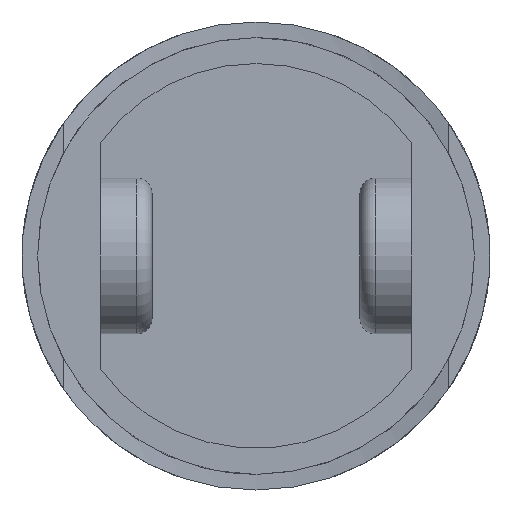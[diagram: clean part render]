
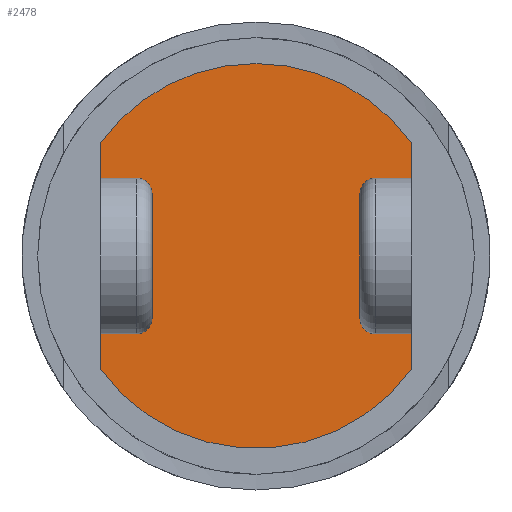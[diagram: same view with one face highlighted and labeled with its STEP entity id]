
A CAD part, front view. The second image highlights one B-rep face of the part: STEP entity #2478.
In plain terms, the highlighted planar face has unit normal (0, -1, 0).
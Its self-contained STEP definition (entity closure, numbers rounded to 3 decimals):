
#78 = EDGE_CURVE ( 'NONE', #2915, #3027, #458, .T. ) ;
#86 = DIRECTION ( 'NONE',  ( 0., 0., 1. ) ) ;
#106 = DIRECTION ( 'NONE',  ( 0., 0., 1. ) ) ;
#164 = EDGE_CURVE ( 'NONE', #3332, #1248, #1872, .T. ) ;
#173 = DIRECTION ( 'NONE',  ( 0., 0., -1. ) ) ;
#175 = CARTESIAN_POINT ( 'NONE',  ( 20., 32., 12. ) ) ;
#203 = VECTOR ( 'NONE', #1275, 1000. ) ;
#209 = VERTEX_POINT ( 'NONE', #988 ) ;
#214 = VECTOR ( 'NONE', #460, 1000. ) ;
#224 = DIRECTION ( 'NONE',  ( 0., 0., 1. ) ) ;
#234 = AXIS2_PLACEMENT_3D ( 'NONE', #716, #2362, #224 ) ;
#247 = CARTESIAN_POINT ( 'NONE',  ( 37., 32., 0. ) ) ;
#253 = CARTESIAN_POINT ( 'NONE',  ( 20., 32., -15. ) ) ;
#275 = CARTESIAN_POINT ( 'NONE',  ( 30., 32., 15. ) ) ;
#278 = ORIENTED_EDGE ( 'NONE', *, *, #164, .F. ) ;
#280 = ORIENTED_EDGE ( 'NONE', *, *, #3310, .F. ) ;
#312 = CARTESIAN_POINT ( 'NONE',  ( -20., 32., 12. ) ) ;
#315 = ORIENTED_EDGE ( 'NONE', *, *, #1297, .F. ) ;
#325 = DIRECTION ( 'NONE',  ( -1., 0., 0. ) ) ;
#371 = CARTESIAN_POINT ( 'NONE',  ( -30., 32., -21.656 ) ) ;
#407 = AXIS2_PLACEMENT_3D ( 'NONE', #1417, #3315, #106 ) ;
#453 = CIRCLE ( 'NONE', #1051, 3. ) ;
#458 = CIRCLE ( 'NONE', #2834, 3. ) ;
#459 = LINE ( 'NONE', #755, #2981 ) ;
#460 = DIRECTION ( 'NONE',  ( 0., 0., -1. ) ) ;
#469 = CARTESIAN_POINT ( 'NONE',  ( 0., 32., 37. ) ) ;
#506 = DIRECTION ( 'NONE',  ( 0., 0., 1. ) ) ;
#524 = ORIENTED_EDGE ( 'NONE', *, *, #2262, .F. ) ;
#538 = EDGE_CURVE ( 'NONE', #735, #765, #3388, .T. ) ;
#547 = CARTESIAN_POINT ( 'NONE',  ( 30., 32., -15. ) ) ;
#567 = VERTEX_POINT ( 'NONE', #371 ) ;
#584 = ORIENTED_EDGE ( 'NONE', *, *, #919, .T. ) ;
#588 = VECTOR ( 'NONE', #1226, 1000. ) ;
#595 = CARTESIAN_POINT ( 'NONE',  ( -23., 32., -15. ) ) ;
#597 = VECTOR ( 'NONE', #3083, 1000. ) ;
#632 = LINE ( 'NONE', #253, #2295 ) ;
#671 = LINE ( 'NONE', #1253, #2254 ) ;
#681 = ORIENTED_EDGE ( 'NONE', *, *, #3008, .F. ) ;
#716 = CARTESIAN_POINT ( 'NONE',  ( 0., 32., 0. ) ) ;
#735 = VERTEX_POINT ( 'NONE', #175 ) ;
#755 = CARTESIAN_POINT ( 'NONE',  ( 20., 32., 15. ) ) ;
#765 = VERTEX_POINT ( 'NONE', #2595 ) ;
#778 = ORIENTED_EDGE ( 'NONE', *, *, #3298, .F. ) ;
#786 = LINE ( 'NONE', #3421, #203 ) ;
#817 = CARTESIAN_POINT ( 'NONE',  ( 23., 32., -15. ) ) ;
#878 = VECTOR ( 'NONE', #2441, 1000. ) ;
#883 = CARTESIAN_POINT ( 'NONE',  ( 0., 32., 0. ) ) ;
#915 = ORIENTED_EDGE ( 'NONE', *, *, #1221, .F. ) ;
#919 = EDGE_CURVE ( 'NONE', #765, #1348, #459, .T. ) ;
#923 = ORIENTED_EDGE ( 'NONE', *, *, #1597, .T. ) ;
#936 = VERTEX_POINT ( 'NONE', #547 ) ;
#982 = CIRCLE ( 'NONE', #234, 37. ) ;
#988 = CARTESIAN_POINT ( 'NONE',  ( 30., 32., -21.656 ) ) ;
#1006 = ORIENTED_EDGE ( 'NONE', *, *, #1643, .T. ) ;
#1035 = CARTESIAN_POINT ( 'NONE',  ( -23., 32., 12. ) ) ;
#1051 = AXIS2_PLACEMENT_3D ( 'NONE', #1948, #3114, #2784 ) ;
#1130 = ORIENTED_EDGE ( 'NONE', *, *, #78, .T. ) ;
#1143 = VECTOR ( 'NONE', #325, 1000. ) ;
#1221 = EDGE_CURVE ( 'NONE', #1376, #3332, #982, .T. ) ;
#1226 = DIRECTION ( 'NONE',  ( 0., 0., 1. ) ) ;
#1231 = ORIENTED_EDGE ( 'NONE', *, *, #2057, .F. ) ;
#1248 = VERTEX_POINT ( 'NONE', #2629 ) ;
#1253 = CARTESIAN_POINT ( 'NONE',  ( -20., 32., 15. ) ) ;
#1275 = DIRECTION ( 'NONE',  ( 0., 0., -1. ) ) ;
#1296 = DIRECTION ( 'NONE',  ( 0., 0., 1. ) ) ;
#1297 = EDGE_CURVE ( 'NONE', #1248, #1348, #786, .T. ) ;
#1328 = CARTESIAN_POINT ( 'NONE',  ( -30., 32., -15. ) ) ;
#1342 = VERTEX_POINT ( 'NONE', #817 ) ;
#1348 = VERTEX_POINT ( 'NONE', #275 ) ;
#1371 = DIRECTION ( 'NONE',  ( -1., 0., 0. ) ) ;
#1372 = LINE ( 'NONE', #2274, #214 ) ;
#1376 = VERTEX_POINT ( 'NONE', #1591 ) ;
#1417 = CARTESIAN_POINT ( 'NONE',  ( -23., 32., -12. ) ) ;
#1450 = CARTESIAN_POINT ( 'NONE',  ( -30., 32., 21.656 ) ) ;
#1454 = FACE_OUTER_BOUND ( 'NONE', #1809, .T. ) ;
#1471 = EDGE_CURVE ( 'NONE', #2915, #2128, #1477, .T. ) ;
#1477 = LINE ( 'NONE', #3271, #1143 ) ;
#1482 = AXIS2_PLACEMENT_3D ( 'NONE', #1536, #3183, #506 ) ;
#1536 = CARTESIAN_POINT ( 'NONE',  ( 0., 32., 0. ) ) ;
#1542 = DIRECTION ( 'NONE',  ( 1., 0., 0. ) ) ;
#1566 = CARTESIAN_POINT ( 'NONE',  ( -20., 32., -12. ) ) ;
#1587 = LINE ( 'NONE', #1660, #878 ) ;
#1591 = CARTESIAN_POINT ( 'NONE',  ( -30., 32., 21.656 ) ) ;
#1597 = EDGE_CURVE ( 'NONE', #1342, #3108, #453, .T. ) ;
#1643 = EDGE_CURVE ( 'NONE', #2023, #2986, #2929, .T. ) ;
#1660 = CARTESIAN_POINT ( 'NONE',  ( 20., 32., 15. ) ) ;
#1798 = CARTESIAN_POINT ( 'NONE',  ( 23., 32., 12. ) ) ;
#1805 = ORIENTED_EDGE ( 'NONE', *, *, #1471, .F. ) ;
#1809 = EDGE_LOOP ( 'NONE', ( #681, #2222, #584, #315, #278, #915, #524, #1805, #1130, #3416, #1006, #1944, #778, #2954, #280, #1231, #923 ) ) ;
#1832 = PLANE ( 'NONE',  #3086 ) ;
#1839 = EDGE_CURVE ( 'NONE', #2986, #2434, #3434, .T. ) ;
#1872 = CIRCLE ( 'NONE', #1482, 37. ) ;
#1880 = LINE ( 'NONE', #2591, #588 ) ;
#1915 = AXIS2_PLACEMENT_3D ( 'NONE', #1798, #2587, #2600 ) ;
#1944 = ORIENTED_EDGE ( 'NONE', *, *, #1839, .T. ) ;
#1948 = CARTESIAN_POINT ( 'NONE',  ( 23., 32., -12. ) ) ;
#2023 = VERTEX_POINT ( 'NONE', #1566 ) ;
#2057 = EDGE_CURVE ( 'NONE', #1342, #936, #632, .T. ) ;
#2128 = VERTEX_POINT ( 'NONE', #3272 ) ;
#2222 = ORIENTED_EDGE ( 'NONE', *, *, #538, .T. ) ;
#2244 = AXIS2_PLACEMENT_3D ( 'NONE', #883, #3340, #86 ) ;
#2254 = VECTOR ( 'NONE', #173, 1000. ) ;
#2262 = EDGE_CURVE ( 'NONE', #2128, #1376, #2908, .T. ) ;
#2274 = CARTESIAN_POINT ( 'NONE',  ( 30., 32., 21.656 ) ) ;
#2295 = VECTOR ( 'NONE', #1542, 1000. ) ;
#2362 = DIRECTION ( 'NONE',  ( 0., 1., 0. ) ) ;
#2434 = VERTEX_POINT ( 'NONE', #1328 ) ;
#2441 = DIRECTION ( 'NONE',  ( 0., 0., -1. ) ) ;
#2478 = ADVANCED_FACE ( 'NONE', ( #1454 ), #1832, .F. ) ;
#2587 = DIRECTION ( 'NONE',  ( 0., 1., 0. ) ) ;
#2591 = CARTESIAN_POINT ( 'NONE',  ( -30., 32., 21.656 ) ) ;
#2595 = CARTESIAN_POINT ( 'NONE',  ( 23., 32., 15. ) ) ;
#2600 = DIRECTION ( 'NONE',  ( 0., 0., 1. ) ) ;
#2629 = CARTESIAN_POINT ( 'NONE',  ( 30., 32., 21.656 ) ) ;
#2784 = DIRECTION ( 'NONE',  ( 0., 0., 1. ) ) ;
#2834 = AXIS2_PLACEMENT_3D ( 'NONE', #1035, #3191, #1296 ) ;
#2908 = LINE ( 'NONE', #1450, #597 ) ;
#2915 = VERTEX_POINT ( 'NONE', #3219 ) ;
#2929 = CIRCLE ( 'NONE', #407, 3. ) ;
#2939 = EDGE_CURVE ( 'NONE', #3027, #2023, #671, .T. ) ;
#2943 = DIRECTION ( 'NONE',  ( 0., 1., 0. ) ) ;
#2954 = ORIENTED_EDGE ( 'NONE', *, *, #3118, .F. ) ;
#2981 = VECTOR ( 'NONE', #3477, 1000. ) ;
#2986 = VERTEX_POINT ( 'NONE', #595 ) ;
#3008 = EDGE_CURVE ( 'NONE', #735, #3108, #1587, .T. ) ;
#3027 = VERTEX_POINT ( 'NONE', #312 ) ;
#3083 = DIRECTION ( 'NONE',  ( 0., 0., 1. ) ) ;
#3086 = AXIS2_PLACEMENT_3D ( 'NONE', #247, #2943, #3222 ) ;
#3099 = VECTOR ( 'NONE', #1371, 1000. ) ;
#3108 = VERTEX_POINT ( 'NONE', #3311 ) ;
#3114 = DIRECTION ( 'NONE',  ( 0., 1., 0. ) ) ;
#3118 = EDGE_CURVE ( 'NONE', #209, #567, #3403, .T. ) ;
#3183 = DIRECTION ( 'NONE',  ( 0., 1., 0. ) ) ;
#3191 = DIRECTION ( 'NONE',  ( 0., 1., 0. ) ) ;
#3219 = CARTESIAN_POINT ( 'NONE',  ( -23., 32., 15. ) ) ;
#3222 = DIRECTION ( 'NONE',  ( 0., 0., 1. ) ) ;
#3263 = CARTESIAN_POINT ( 'NONE',  ( -20., 32., -15. ) ) ;
#3271 = CARTESIAN_POINT ( 'NONE',  ( -20., 32., 15. ) ) ;
#3272 = CARTESIAN_POINT ( 'NONE',  ( -30., 32., 15. ) ) ;
#3298 = EDGE_CURVE ( 'NONE', #567, #2434, #1880, .T. ) ;
#3310 = EDGE_CURVE ( 'NONE', #936, #209, #1372, .T. ) ;
#3311 = CARTESIAN_POINT ( 'NONE',  ( 20., 32., -12. ) ) ;
#3315 = DIRECTION ( 'NONE',  ( 0., 1., 0. ) ) ;
#3332 = VERTEX_POINT ( 'NONE', #469 ) ;
#3340 = DIRECTION ( 'NONE',  ( 0., 1., 0. ) ) ;
#3388 = CIRCLE ( 'NONE', #1915, 3. ) ;
#3403 = CIRCLE ( 'NONE', #2244, 37. ) ;
#3416 = ORIENTED_EDGE ( 'NONE', *, *, #2939, .T. ) ;
#3421 = CARTESIAN_POINT ( 'NONE',  ( 30., 32., 21.656 ) ) ;
#3434 = LINE ( 'NONE', #3263, #3099 ) ;
#3477 = DIRECTION ( 'NONE',  ( 1., 0., 0. ) ) ;
